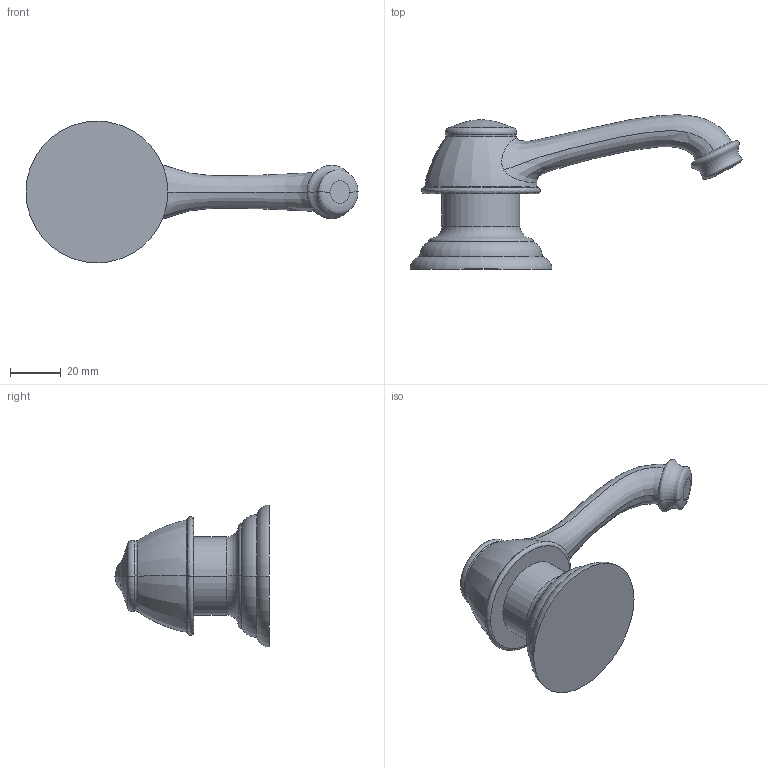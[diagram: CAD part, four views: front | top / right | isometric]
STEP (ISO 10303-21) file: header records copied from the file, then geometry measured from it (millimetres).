
FILE_DESCRIPTION((''),'2;1');
FILE_NAME('1030-5721','2021-04-27T10:02:16',('jinson.thomas'),(''),'CREO PARAMETRIC BY PTC INC, 2018400','CREO PARAMETRIC BY PTC INC, 2018400','');
FILE_SCHEMA(('CONFIG_CONTROL_DESIGN'));
Length unit declared in the file: inch
Products named in the file (1): 1030-5721
Bounding box: 130.76 x 60.8 x 55.88 mm (x, y, z)
Volume: 81348.1 mm3; surface area: 15709 mm2
Topology: 1 solids, 1 shells, 32 faces, 79 edges, 49 vertices
Faces by surface type: torus 12, bspline 8, revolution 6, plane 4, cylinder 2
Entity records: 3069 total; most frequent: CARTESIAN_POINT 2320, ORIENTED_EDGE 154, DIRECTION 136, EDGE_CURVE 77, AXIS2_PLACEMENT_3D 64, VERTEX_POINT 49, CIRCLE 46, B_SPLINE_CURVE_WITH_KNOTS 35
